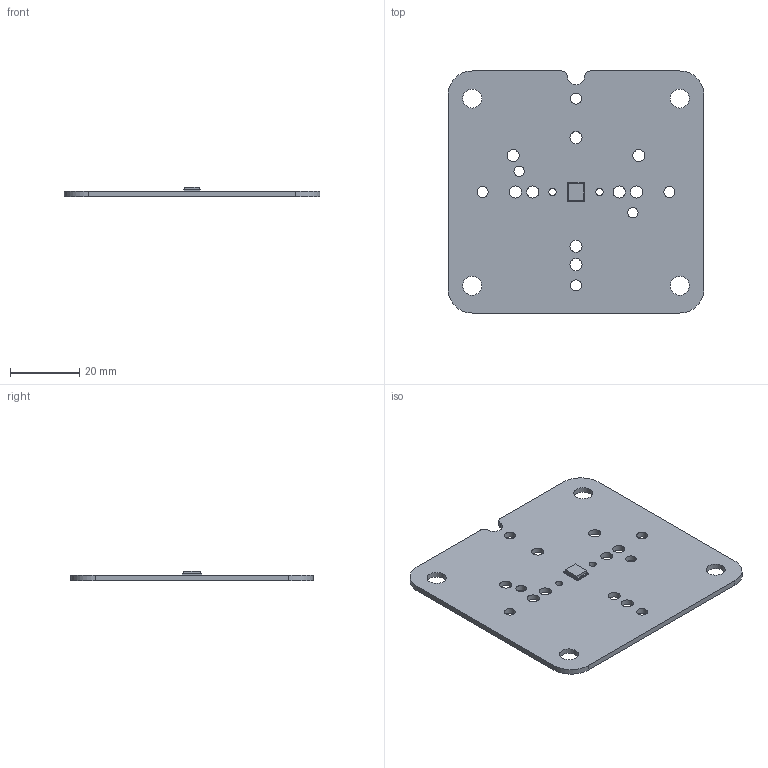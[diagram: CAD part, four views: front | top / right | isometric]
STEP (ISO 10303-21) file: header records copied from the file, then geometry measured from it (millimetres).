
FILE_DESCRIPTION(('KiCad electronic assembly'),'2;1');
FILE_NAME('AstraBeamLED.step','2024-06-03T22:55:29',('Pcbnew'),('Kicad') ,'Open CASCADE STEP processor 7.7','KiCad to STEP converter','Unknown' );
FILE_SCHEMA(('AUTOMOTIVE_DESIGN { 1 0 10303 214 1 1 1 1 }'));
Length unit declared in the file: millimetre
Products named in the file (4): AstraBeamLED 1; LERTDCY_S2WN_20180705_geometry; LERTDCY_S2WN_20160421_geometry; _autosave-AstraBeamLED_PCB
Assembly tree (3 placements, depth 3):
  AstraBeamLED 1
    LERTDCY_S2WN_20180705_geometry
      LERTDCY_S2WN_20160421_geometry
    _autosave-AstraBeamLED_PCB
Bounding box: 74 x 70 x 2.88 mm (x, y, z)
Volume: 7842.9 mm3; surface area: 10682 mm2
Topology: 2 solids, 2 shells, 155 faces, 423 edges, 282 vertices
Faces by surface type: plane 114, cylinder 41
Full cylindrical faces by diameter (mm): 2.1 x2, 3 x2, 3.2 x4, 3.5 x9, 5.5 x4
Entity records: 5034 total; most frequent: CARTESIAN_POINT 864, ORIENTED_EDGE 846, DIRECTION 823, EDGE_CURVE 423, LINE 341, VECTOR 341, VERTEX_POINT 282, AXIS2_PLACEMENT_3D 241
